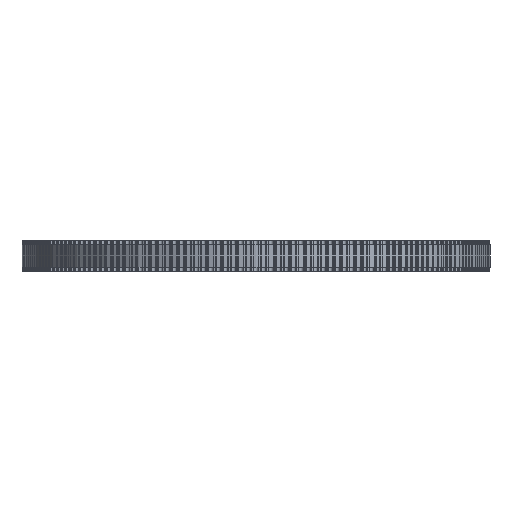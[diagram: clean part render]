
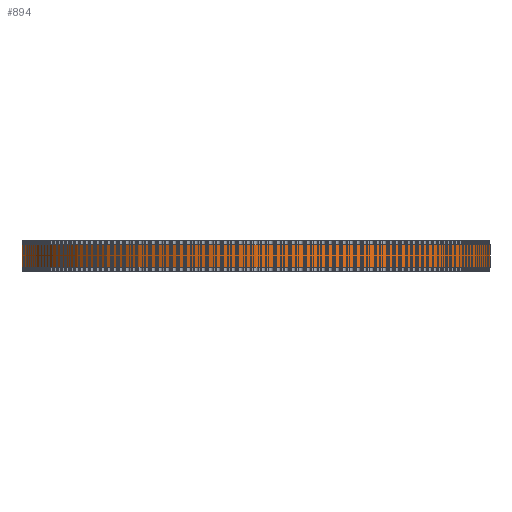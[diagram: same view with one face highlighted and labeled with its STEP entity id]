
A CAD part, front view. The second image highlights one B-rep face of the part: STEP entity #894.
In plain terms, the highlighted cylindrical face has radius 61.434 mm (diameter 122.868 mm), a full revolution.
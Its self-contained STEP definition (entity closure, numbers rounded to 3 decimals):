
#97=FACE_BOUND('',#3216,.T.);
#98=FACE_BOUND('',#3217,.T.);
#894=ADVANCED_FACE('',(#97,#98),#1667,.T.);
#1667=CYLINDRICAL_SURFACE('',#17127,61.434);
#3216=EDGE_LOOP('',(#9394));
#3217=EDGE_LOOP('',(#9395));
#9394=ORIENTED_EDGE('',*,*,#13258,.T.);
#9395=ORIENTED_EDGE('',*,*,#13259,.T.);
#10940=VERTEX_POINT('',#27180);
#10941=VERTEX_POINT('',#27182);
#13258=EDGE_CURVE('',#10940,#10940,#14804,.T.);
#13259=EDGE_CURVE('',#10941,#10941,#14805,.T.);
#14804=CIRCLE('',#17125,61.434);
#14805=CIRCLE('',#17126,61.434);
#17125=AXIS2_PLACEMENT_3D('',#27179,#22538,#22539);
#17126=AXIS2_PLACEMENT_3D('',#27181,#22540,#22541);
#17127=AXIS2_PLACEMENT_3D('',#27183,#22542,#22543);
#22538=DIRECTION('',(0.,0.,1.));
#22539=DIRECTION('',(1.,0.,0.));
#22540=DIRECTION('',(0.,0.,-1.));
#22541=DIRECTION('',(1.,0.,0.));
#22542=DIRECTION('',(0.,0.,1.));
#22543=DIRECTION('',(1.,0.,0.));
#27179=CARTESIAN_POINT('',(0.,0.,1.));
#27180=CARTESIAN_POINT('',(61.434,0.,1.));
#27181=CARTESIAN_POINT('',(0.,0.,7.));
#27182=CARTESIAN_POINT('',(61.434,0.,7.));
#27183=CARTESIAN_POINT('',(0.,0.,1.));
